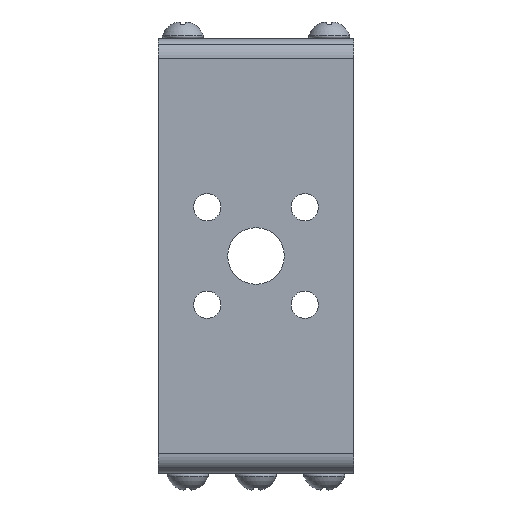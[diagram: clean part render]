
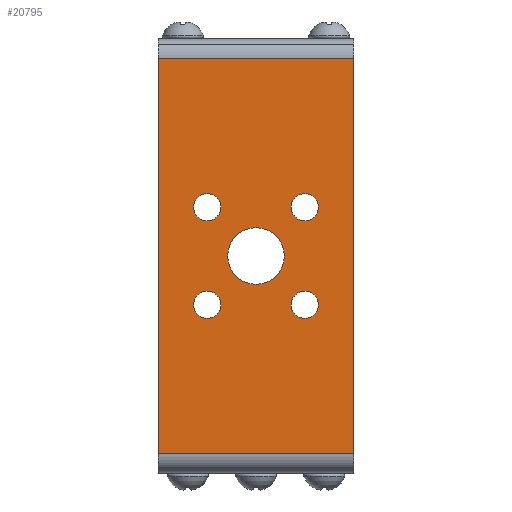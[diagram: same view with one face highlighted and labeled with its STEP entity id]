
A CAD part, left-side view. The second image highlights one B-rep face of the part: STEP entity #20795.
In plain terms, the highlighted planar face has unit normal (-1, 0, 0).
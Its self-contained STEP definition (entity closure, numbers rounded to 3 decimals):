
#122 = EDGE_CURVE ( 'NONE', #18643, #5708, #32061, .T. ) ;
#220 = CIRCLE ( 'NONE', #29388, 2.9 ) ;
#454 = DIRECTION ( 'NONE',  ( 0., 0., 1. ) ) ;
#585 = FACE_BOUND ( 'NONE', #29125, .T. ) ;
#763 = AXIS2_PLACEMENT_3D ( 'NONE', #27113, #27445, #26756 ) ;
#1103 = DIRECTION ( 'NONE',  ( 0., 0., 1. ) ) ;
#1131 = CARTESIAN_POINT ( 'NONE',  ( -26.9, 0., 20.25 ) ) ;
#1269 = CARTESIAN_POINT ( 'NONE',  ( -26.9, 0., -22.25 ) ) ;
#1574 = CARTESIAN_POINT ( 'NONE',  ( -26.9, 10., 0. ) ) ;
#1795 = CARTESIAN_POINT ( 'NONE',  ( -26.9, 15., 3.6 ) ) ;
#1950 = AXIS2_PLACEMENT_3D ( 'NONE', #24544, #30484, #454 ) ;
#2239 = CARTESIAN_POINT ( 'NONE',  ( -26.9, 15., -5. ) ) ;
#2623 = CIRCLE ( 'NONE', #31796, 1.4 ) ;
#2943 = CARTESIAN_POINT ( 'NONE',  ( -26.9, 5., 3.6 ) ) ;
#3360 = EDGE_CURVE ( 'NONE', #13563, #19736, #13741, .T. ) ;
#3728 = DIRECTION ( 'NONE',  ( -1., 0., 0. ) ) ;
#3901 = FACE_BOUND ( 'NONE', #30770, .T. ) ;
#4644 = ORIENTED_EDGE ( 'NONE', *, *, #15000, .T. ) ;
#4991 = VERTEX_POINT ( 'NONE', #17610 ) ;
#5044 = EDGE_CURVE ( 'NONE', #12664, #4991, #18497, .T. ) ;
#5397 = VERTEX_POINT ( 'NONE', #15104 ) ;
#5434 = VERTEX_POINT ( 'NONE', #28286 ) ;
#5708 = VERTEX_POINT ( 'NONE', #8325 ) ;
#5857 = DIRECTION ( 'NONE',  ( 0., 0., 1. ) ) ;
#5871 = ORIENTED_EDGE ( 'NONE', *, *, #21876, .T. ) ;
#5903 = CIRCLE ( 'NONE', #12667, 1.4 ) ;
#5980 = VERTEX_POINT ( 'NONE', #14763 ) ;
#6061 = DIRECTION ( 'NONE',  ( 0., 0., -1. ) ) ;
#6248 = CIRCLE ( 'NONE', #25906, 1.4 ) ;
#6368 = DIRECTION ( 'NONE',  ( 1., 0., 0. ) ) ;
#6652 = DIRECTION ( 'NONE',  ( 1., 0., 0. ) ) ;
#6667 = ORIENTED_EDGE ( 'NONE', *, *, #3360, .F. ) ;
#8112 = ORIENTED_EDGE ( 'NONE', *, *, #32930, .T. ) ;
#8121 = EDGE_CURVE ( 'NONE', #5708, #18643, #5903, .T. ) ;
#8325 = CARTESIAN_POINT ( 'NONE',  ( -26.9, 15., -3.6 ) ) ;
#8534 = AXIS2_PLACEMENT_3D ( 'NONE', #32155, #13528, #32329 ) ;
#8718 = EDGE_CURVE ( 'NONE', #5434, #13593, #24824, .T. ) ;
#8809 = DIRECTION ( 'NONE',  ( 0., -1., 0. ) ) ;
#9469 = VECTOR ( 'NONE', #8809, 1000. ) ;
#10226 = CARTESIAN_POINT ( 'NONE',  ( -26.9, 5., 5. ) ) ;
#10338 = DIRECTION ( 'NONE',  ( 1., 0., 0. ) ) ;
#10668 = EDGE_CURVE ( 'NONE', #4991, #12664, #2623, .T. ) ;
#10775 = EDGE_LOOP ( 'NONE', ( #29192, #5871 ) ) ;
#11865 = AXIS2_PLACEMENT_3D ( 'NONE', #14807, #6368, #1103 ) ;
#11971 = EDGE_CURVE ( 'NONE', #13593, #13563, #24886, .T. ) ;
#12008 = EDGE_CURVE ( 'NONE', #19736, #5434, #17295, .T. ) ;
#12348 = ORIENTED_EDGE ( 'NONE', *, *, #30411, .T. ) ;
#12664 = VERTEX_POINT ( 'NONE', #2943 ) ;
#12667 = AXIS2_PLACEMENT_3D ( 'NONE', #2239, #25988, #22991 ) ;
#12874 = ORIENTED_EDGE ( 'NONE', *, *, #10668, .T. ) ;
#13314 = DIRECTION ( 'NONE',  ( 0., 0., 1. ) ) ;
#13528 = DIRECTION ( 'NONE',  ( 1., 0., 0. ) ) ;
#13563 = VERTEX_POINT ( 'NONE', #18738 ) ;
#13593 = VERTEX_POINT ( 'NONE', #21210 ) ;
#13741 = LINE ( 'NONE', #19527, #9469 ) ;
#14069 = EDGE_LOOP ( 'NONE', ( #4644, #8112 ) ) ;
#14310 = CARTESIAN_POINT ( 'NONE',  ( -26.9, 0., 22.25 ) ) ;
#14763 = CARTESIAN_POINT ( 'NONE',  ( -26.9, 10., -2.9 ) ) ;
#14807 = CARTESIAN_POINT ( 'NONE',  ( -26.9, 15., -5. ) ) ;
#15000 = EDGE_CURVE ( 'NONE', #5397, #5980, #23840, .T. ) ;
#15104 = CARTESIAN_POINT ( 'NONE',  ( -26.9, 10., 2.9 ) ) ;
#15303 = ORIENTED_EDGE ( 'NONE', *, *, #11971, .F. ) ;
#15736 = AXIS2_PLACEMENT_3D ( 'NONE', #1269, #3728, #5857 ) ;
#16062 = EDGE_LOOP ( 'NONE', ( #12874, #25122 ) ) ;
#16752 = FACE_BOUND ( 'NONE', #10775, .T. ) ;
#17141 = EDGE_CURVE ( 'NONE', #23460, #28477, #23812, .T. ) ;
#17143 = EDGE_LOOP ( 'NONE', ( #6667, #15303, #20866, #18154 ) ) ;
#17295 = LINE ( 'NONE', #14310, #22294 ) ;
#17610 = CARTESIAN_POINT ( 'NONE',  ( -26.9, 5., 6.4 ) ) ;
#18154 = ORIENTED_EDGE ( 'NONE', *, *, #12008, .F. ) ;
#18168 = ORIENTED_EDGE ( 'NONE', *, *, #32796, .T. ) ;
#18497 = CIRCLE ( 'NONE', #31935, 1.4 ) ;
#18643 = VERTEX_POINT ( 'NONE', #23149 ) ;
#18738 = CARTESIAN_POINT ( 'NONE',  ( -26.9, 20., 20.25 ) ) ;
#18932 = VECTOR ( 'NONE', #22409, 1000. ) ;
#19363 = DIRECTION ( 'NONE',  ( 0., 1., 0. ) ) ;
#19527 = CARTESIAN_POINT ( 'NONE',  ( -26.9, 0., 20.25 ) ) ;
#19736 = VERTEX_POINT ( 'NONE', #1131 ) ;
#19912 = FACE_BOUND ( 'NONE', #16062, .T. ) ;
#20025 = CARTESIAN_POINT ( 'NONE',  ( -26.9, 5., 5. ) ) ;
#20773 = DIRECTION ( 'NONE',  ( 0., 0., 1. ) ) ;
#20795 = ADVANCED_FACE ( 'NONE', ( #19912, #30620, #585, #16752, #3901, #27644 ), #27817, .T. ) ;
#20866 = ORIENTED_EDGE ( 'NONE', *, *, #8718, .F. ) ;
#21156 = ORIENTED_EDGE ( 'NONE', *, *, #122, .T. ) ;
#21210 = CARTESIAN_POINT ( 'NONE',  ( -26.9, 20., -20.25 ) ) ;
#21658 = VECTOR ( 'NONE', #19363, 1000. ) ;
#21876 = EDGE_CURVE ( 'NONE', #28477, #23460, #6248, .T. ) ;
#22294 = VECTOR ( 'NONE', #6061, 1000. ) ;
#22409 = DIRECTION ( 'NONE',  ( 0., 0., 1. ) ) ;
#22507 = DIRECTION ( 'NONE',  ( 0., 0., 1. ) ) ;
#22745 = AXIS2_PLACEMENT_3D ( 'NONE', #27474, #26963, #27139 ) ;
#22754 = CARTESIAN_POINT ( 'NONE',  ( -26.9, 20., 22.25 ) ) ;
#22991 = DIRECTION ( 'NONE',  ( 0., 0., 1. ) ) ;
#23149 = CARTESIAN_POINT ( 'NONE',  ( -26.9, 15., -6.4 ) ) ;
#23460 = VERTEX_POINT ( 'NONE', #32041 ) ;
#23700 = CARTESIAN_POINT ( 'NONE',  ( -26.9, 5., -5. ) ) ;
#23812 = CIRCLE ( 'NONE', #22745, 1.4 ) ;
#23840 = CIRCLE ( 'NONE', #1950, 2.9 ) ;
#24279 = CIRCLE ( 'NONE', #8534, 1.4 ) ;
#24352 = CIRCLE ( 'NONE', #763, 1.4 ) ;
#24544 = CARTESIAN_POINT ( 'NONE',  ( -26.9, 10., 0. ) ) ;
#24824 = LINE ( 'NONE', #29729, #21658 ) ;
#24886 = LINE ( 'NONE', #22754, #18932 ) ;
#25122 = ORIENTED_EDGE ( 'NONE', *, *, #5044, .T. ) ;
#25324 = DIRECTION ( 'NONE',  ( 1., 0., 0. ) ) ;
#25906 = AXIS2_PLACEMENT_3D ( 'NONE', #23700, #10338, #13314 ) ;
#25988 = DIRECTION ( 'NONE',  ( 1., 0., 0. ) ) ;
#26756 = DIRECTION ( 'NONE',  ( 0., 0., 1. ) ) ;
#26963 = DIRECTION ( 'NONE',  ( 1., 0., 0. ) ) ;
#27113 = CARTESIAN_POINT ( 'NONE',  ( -26.9, 15., 5. ) ) ;
#27139 = DIRECTION ( 'NONE',  ( 0., 0., 1. ) ) ;
#27217 = ORIENTED_EDGE ( 'NONE', *, *, #8121, .T. ) ;
#27445 = DIRECTION ( 'NONE',  ( 1., 0., 0. ) ) ;
#27474 = CARTESIAN_POINT ( 'NONE',  ( -26.9, 5., -5. ) ) ;
#27644 = FACE_OUTER_BOUND ( 'NONE', #17143, .T. ) ;
#27817 = PLANE ( 'NONE',  #15736 ) ;
#28286 = CARTESIAN_POINT ( 'NONE',  ( -26.9, 0., -20.25 ) ) ;
#28387 = VERTEX_POINT ( 'NONE', #29022 ) ;
#28477 = VERTEX_POINT ( 'NONE', #28850 ) ;
#28850 = CARTESIAN_POINT ( 'NONE',  ( -26.9, 5., -6.4 ) ) ;
#29022 = CARTESIAN_POINT ( 'NONE',  ( -26.9, 15., 6.4 ) ) ;
#29125 = EDGE_LOOP ( 'NONE', ( #18168, #12348 ) ) ;
#29192 = ORIENTED_EDGE ( 'NONE', *, *, #17141, .T. ) ;
#29388 = AXIS2_PLACEMENT_3D ( 'NONE', #1574, #25324, #22507 ) ;
#29729 = CARTESIAN_POINT ( 'NONE',  ( -26.9, 0., -20.25 ) ) ;
#30411 = EDGE_CURVE ( 'NONE', #33828, #28387, #24279, .T. ) ;
#30484 = DIRECTION ( 'NONE',  ( 1., 0., 0. ) ) ;
#30552 = DIRECTION ( 'NONE',  ( 0., 0., 1. ) ) ;
#30620 = FACE_BOUND ( 'NONE', #14069, .T. ) ;
#30770 = EDGE_LOOP ( 'NONE', ( #27217, #21156 ) ) ;
#31796 = AXIS2_PLACEMENT_3D ( 'NONE', #20025, #6652, #30552 ) ;
#31935 = AXIS2_PLACEMENT_3D ( 'NONE', #10226, #34300, #20773 ) ;
#32041 = CARTESIAN_POINT ( 'NONE',  ( -26.9, 5., -3.6 ) ) ;
#32061 = CIRCLE ( 'NONE', #11865, 1.4 ) ;
#32155 = CARTESIAN_POINT ( 'NONE',  ( -26.9, 15., 5. ) ) ;
#32329 = DIRECTION ( 'NONE',  ( 0., 0., 1. ) ) ;
#32796 = EDGE_CURVE ( 'NONE', #28387, #33828, #24352, .T. ) ;
#32930 = EDGE_CURVE ( 'NONE', #5980, #5397, #220, .T. ) ;
#33828 = VERTEX_POINT ( 'NONE', #1795 ) ;
#34300 = DIRECTION ( 'NONE',  ( 1., 0., 0. ) ) ;
